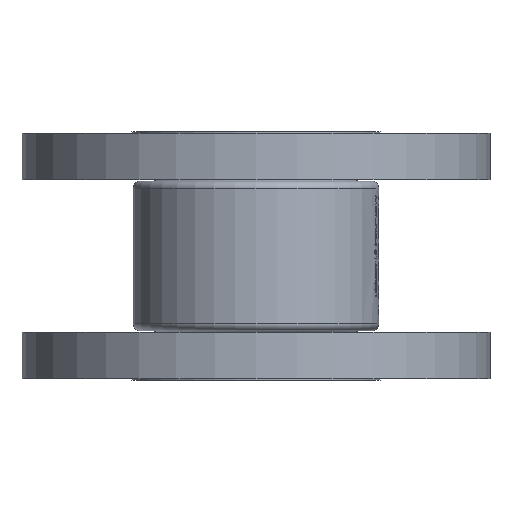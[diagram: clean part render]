
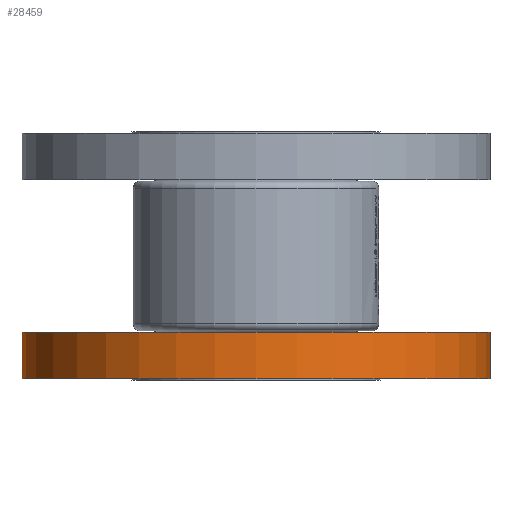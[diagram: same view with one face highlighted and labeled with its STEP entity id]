
A CAD part, front view. The second image highlights one B-rep face of the part: STEP entity #28459.
In plain terms, the highlighted cylindrical face has radius 100 mm (diameter 200 mm), a partial arc.
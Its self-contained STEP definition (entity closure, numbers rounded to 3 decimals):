
#716 = VECTOR ( 'NONE', #11206, 1000. ) ;
#1743 = VERTEX_POINT ( 'NONE', #21341 ) ;
#1863 = CARTESIAN_POINT ( 'NONE',  ( 100., 0., -116.973 ) ) ;
#1959 = ORIENTED_EDGE ( 'NONE', *, *, #10683, .T. ) ;
#2331 = DIRECTION ( 'NONE',  ( 1., 0., 0. ) ) ;
#3226 = ORIENTED_EDGE ( 'NONE', *, *, #17163, .F. ) ;
#3571 = DIRECTION ( 'NONE',  ( 0., 0., -1. ) ) ;
#4119 = CARTESIAN_POINT ( 'NONE',  ( 100., 0., -105.5 ) ) ;
#4183 = LINE ( 'NONE', #1863, #716 ) ;
#5503 = DIRECTION ( 'NONE',  ( 0., 0., 1. ) ) ;
#5593 = VERTEX_POINT ( 'NONE', #25146 ) ;
#7222 = CYLINDRICAL_SURFACE ( 'NONE', #19576, 100. ) ;
#8154 = VERTEX_POINT ( 'NONE', #19120 ) ;
#10683 = EDGE_CURVE ( 'NONE', #8154, #1743, #13197, .T. ) ;
#11083 = ORIENTED_EDGE ( 'NONE', *, *, #17451, .T. ) ;
#11206 = DIRECTION ( 'NONE',  ( 0., 0., -1. ) ) ;
#11843 = EDGE_CURVE ( 'NONE', #8154, #5593, #16752, .T. ) ;
#12884 = AXIS2_PLACEMENT_3D ( 'NONE', #19567, #5503, #19725 ) ;
#12905 = VECTOR ( 'NONE', #3571, 1000. ) ;
#13197 = LINE ( 'NONE', #29407, #12905 ) ;
#13305 = EDGE_LOOP ( 'NONE', ( #14023, #1959, #11083, #3226 ) ) ;
#13372 = VERTEX_POINT ( 'NONE', #4119 ) ;
#14023 = ORIENTED_EDGE ( 'NONE', *, *, #11843, .F. ) ;
#14253 = DIRECTION ( 'NONE',  ( 0., 0., -1. ) ) ;
#16532 = DIRECTION ( 'NONE',  ( 1., 0., 0. ) ) ;
#16752 = CIRCLE ( 'NONE', #27567, 100. ) ;
#17163 = EDGE_CURVE ( 'NONE', #5593, #13372, #4183, .T. ) ;
#17451 = EDGE_CURVE ( 'NONE', #1743, #13372, #21178, .T. ) ;
#19120 = CARTESIAN_POINT ( 'NONE',  ( -100., 0., -85.5 ) ) ;
#19567 = CARTESIAN_POINT ( 'NONE',  ( 0., 0., -105.5 ) ) ;
#19576 = AXIS2_PLACEMENT_3D ( 'NONE', #29997, #14253, #16532 ) ;
#19725 = DIRECTION ( 'NONE',  ( 1., 0., 0. ) ) ;
#21178 = CIRCLE ( 'NONE', #12884, 100. ) ;
#21341 = CARTESIAN_POINT ( 'NONE',  ( -100., 0., -105.5 ) ) ;
#22837 = DIRECTION ( 'NONE',  ( 0., 0., 1. ) ) ;
#25146 = CARTESIAN_POINT ( 'NONE',  ( 100., 0., -85.5 ) ) ;
#25424 = CARTESIAN_POINT ( 'NONE',  ( 0., 0., -85.5 ) ) ;
#27567 = AXIS2_PLACEMENT_3D ( 'NONE', #25424, #22837, #2331 ) ;
#28169 = FACE_OUTER_BOUND ( 'NONE', #13305, .T. ) ;
#28459 = ADVANCED_FACE ( 'NONE', ( #28169 ), #7222, .T. ) ;
#29407 = CARTESIAN_POINT ( 'NONE',  ( -100., 0., -116.973 ) ) ;
#29997 = CARTESIAN_POINT ( 'NONE',  ( 0., 0., -116.973 ) ) ;
